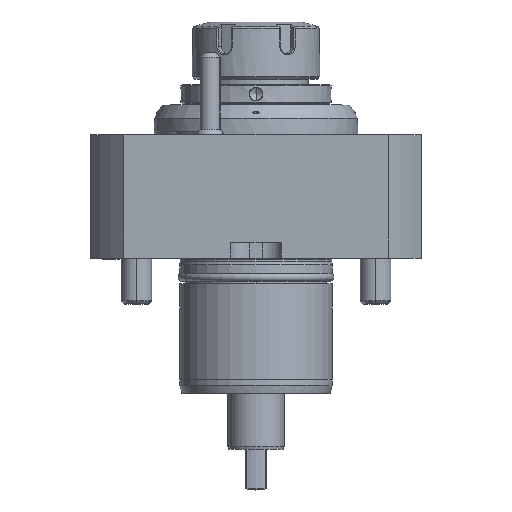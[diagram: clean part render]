
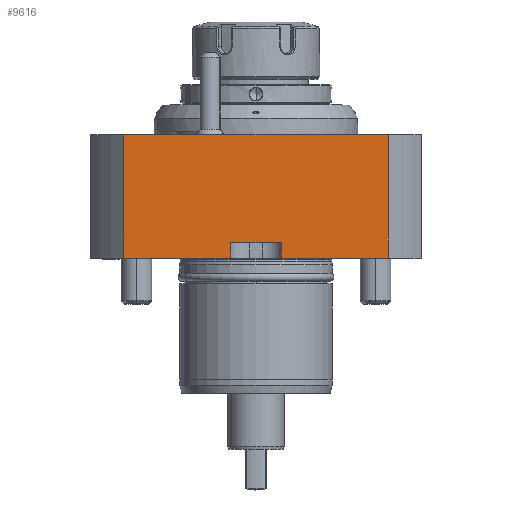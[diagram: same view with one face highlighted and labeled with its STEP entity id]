
A CAD part, top view. The second image highlights one B-rep face of the part: STEP entity #9616.
In plain terms, the highlighted planar face has unit normal (0, 0, 1).
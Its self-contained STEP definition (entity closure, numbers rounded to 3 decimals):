
#3209=DIRECTION('',(1.,0.,0.));
#3210=VECTOR('',#3209,104.096);
#3211=CARTESIAN_POINT('',(-52.048,48.5,54.));
#3212=LINE('',#3211,#3210);
#3275=DIRECTION('',(1.,0.,0.));
#3276=VECTOR('',#3275,42.048);
#3277=CARTESIAN_POINT('',(-52.048,0.,54.));
#3278=LINE('',#3277,#3276);
#3291=DIRECTION('',(1.,0.,0.));
#3292=VECTOR('',#3291,42.048);
#3293=CARTESIAN_POINT('',(10.,0.,54.));
#3294=LINE('',#3293,#3292);
#3364=DIRECTION('',(0.,1.,0.));
#3365=VECTOR('',#3364,48.5);
#3366=CARTESIAN_POINT('',(-52.048,0.,54.));
#3367=LINE('',#3366,#3365);
#3368=DIRECTION('',(0.,-1.,0.));
#3369=VECTOR('',#3368,48.5);
#3370=CARTESIAN_POINT('',(52.048,48.5,54.));
#3371=LINE('',#3370,#3369);
#3372=DIRECTION('',(0.,1.,0.));
#3373=VECTOR('',#3372,6.);
#3374=CARTESIAN_POINT('',(10.,0.,54.));
#3375=LINE('',#3374,#3373);
#3376=DIRECTION('',(1.,0.,0.));
#3377=VECTOR('',#3376,20.);
#3378=CARTESIAN_POINT('',(-10.,6.,54.));
#3379=LINE('',#3378,#3377);
#3380=DIRECTION('',(0.,1.,0.));
#3381=VECTOR('',#3380,6.);
#3382=CARTESIAN_POINT('',(-10.,0.,54.));
#3383=LINE('',#3382,#3381);
#6175=CARTESIAN_POINT('',(-52.048,48.5,54.));
#6177=VERTEX_POINT('',#6175);
#6178=CARTESIAN_POINT('',(52.048,48.5,54.));
#6179=VERTEX_POINT('',#6178);
#6191=CARTESIAN_POINT('',(-52.048,0.,54.));
#6193=VERTEX_POINT('',#6191);
#6194=CARTESIAN_POINT('',(52.048,0.,54.));
#6196=VERTEX_POINT('',#6194);
#6206=CARTESIAN_POINT('',(-10.,0.,54.));
#6207=CARTESIAN_POINT('',(-10.,6.,54.));
#6208=VERTEX_POINT('',#6206);
#6209=VERTEX_POINT('',#6207);
#6232=CARTESIAN_POINT('',(10.,0.,54.));
#6234=VERTEX_POINT('',#6232);
#6370=CARTESIAN_POINT('',(10.,6.,54.));
#6371=VERTEX_POINT('',#6370);
#9598=CARTESIAN_POINT('',(65.,60.35,54.));
#9599=DIRECTION('',(0.,0.,-1.));
#9600=DIRECTION('',(-1.,0.,0.));
#9601=AXIS2_PLACEMENT_3D('',#9598,#9599,#9600);
#9602=PLANE('',#9601);
#9603=ORIENTED_EDGE('',*,*,#9388,.T.);
#9604=ORIENTED_EDGE('',*,*,#9361,.T.);
#9605=ORIENTED_EDGE('',*,*,#9592,.T.);
#9606=ORIENTED_EDGE('',*,*,#9459,.F.);
#9608=ORIENTED_EDGE('',*,*,#9607,.T.);
#9610=ORIENTED_EDGE('',*,*,#9609,.F.);
#9612=ORIENTED_EDGE('',*,*,#9611,.F.);
#9613=ORIENTED_EDGE('',*,*,#9447,.F.);
#9614=EDGE_LOOP('',(#9603,#9604,#9605,#9606,#9608,#9610,#9612,#9613));
#9615=FACE_OUTER_BOUND('',#9614,.F.);
#9361=EDGE_CURVE('',#6177,#6179,#3212,.T.);
#9388=EDGE_CURVE('',#6193,#6177,#3367,.T.);
#9447=EDGE_CURVE('',#6193,#6208,#3278,.T.);
#9459=EDGE_CURVE('',#6234,#6196,#3294,.T.);
#9592=EDGE_CURVE('',#6179,#6196,#3371,.T.);
#9607=EDGE_CURVE('',#6234,#6371,#3375,.T.);
#9609=EDGE_CURVE('',#6209,#6371,#3379,.T.);
#9611=EDGE_CURVE('',#6208,#6209,#3383,.T.);
#9616=ADVANCED_FACE('',(#9615),#9602,.F.);
